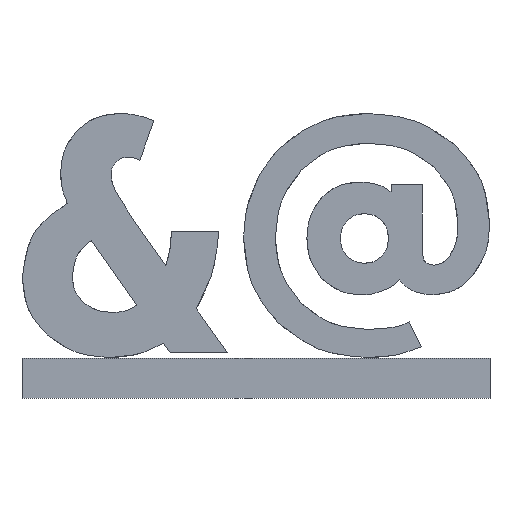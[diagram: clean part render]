
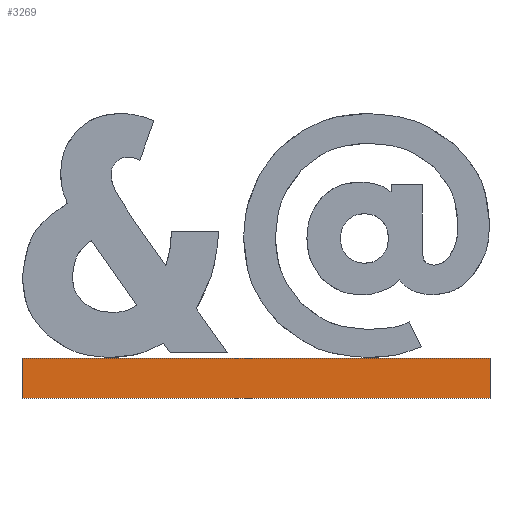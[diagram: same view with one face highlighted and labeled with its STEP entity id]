
A CAD part, front view. The second image highlights one B-rep face of the part: STEP entity #3269.
In plain terms, the highlighted free-form (B-spline) face has degree [1, 1] with [2, 2] control points.
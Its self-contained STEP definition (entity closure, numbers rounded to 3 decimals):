
#3159 = VERTEX_POINT('',#3160);
#3160 = CARTESIAN_POINT('',(-436.557,-105.189,
    45.878));
#3165 = EDGE_CURVE('',#3166,#3159,#3168,.T.);
#3166 = VERTEX_POINT('',#3167);
#3167 = CARTESIAN_POINT('',(173.538,-105.189,
    45.878));
#3168 = B_SPLINE_CURVE_WITH_KNOTS('',1,(#3169,#3170),.UNSPECIFIED.,.F.,
  .F.,(2,2),(-580.,0.),.PIECEWISE_BEZIER_KNOTS.);
#3169 = CARTESIAN_POINT('',(173.538,-105.189,
    45.878));
#3170 = CARTESIAN_POINT('',(-436.557,-105.189,
    45.878));
#3193 = EDGE_CURVE('',#3194,#3166,#3196,.T.);
#3194 = VERTEX_POINT('',#3195);
#3195 = CARTESIAN_POINT('',(173.538,-105.189,
    -6.716));
#3196 = B_SPLINE_CURVE_WITH_KNOTS('',1,(#3197,#3198),.UNSPECIFIED.,.F.,
  .F.,(2,2),(-50.,0.),.PIECEWISE_BEZIER_KNOTS.);
#3197 = CARTESIAN_POINT('',(173.538,-105.189,
    -6.716));
#3198 = CARTESIAN_POINT('',(173.538,-105.189,
    45.878));
#3221 = EDGE_CURVE('',#3222,#3194,#3224,.T.);
#3222 = VERTEX_POINT('',#3223);
#3223 = CARTESIAN_POINT('',(-436.557,-105.189,
    -6.716));
#3224 = B_SPLINE_CURVE_WITH_KNOTS('',1,(#3225,#3226),.UNSPECIFIED.,.F.,
  .F.,(2,2),(-580.,0.),.PIECEWISE_BEZIER_KNOTS.);
#3225 = CARTESIAN_POINT('',(-436.557,-105.189,
    -6.716));
#3226 = CARTESIAN_POINT('',(173.538,-105.189,
    -6.716));
#3247 = EDGE_CURVE('',#3159,#3222,#3248,.T.);
#3248 = B_SPLINE_CURVE_WITH_KNOTS('',1,(#3249,#3250),.UNSPECIFIED.,.F.,
  .F.,(2,2),(-50.,0.),.PIECEWISE_BEZIER_KNOTS.);
#3249 = CARTESIAN_POINT('',(-436.557,-105.189,
    45.878));
#3250 = CARTESIAN_POINT('',(-436.557,-105.189,
    -6.716));
#3269 = ADVANCED_FACE('',(#3270),#3276,.T.);
#3270 = FACE_BOUND('',#3271,.T.);
#3271 = EDGE_LOOP('',(#3272,#3273,#3274,#3275));
#3272 = ORIENTED_EDGE('',*,*,#3247,.T.);
#3273 = ORIENTED_EDGE('',*,*,#3221,.T.);
#3274 = ORIENTED_EDGE('',*,*,#3193,.T.);
#3275 = ORIENTED_EDGE('',*,*,#3165,.T.);
#3276 = B_SPLINE_SURFACE_WITH_KNOTS('',1,1,(
    (#3277,#3278)
    ,(#3279,#3280
    )),.UNSPECIFIED.,.F.,.F.,.F.,(2,2),(2,2),(-25.,25.),(-290.,290.),
  .PIECEWISE_BEZIER_KNOTS.);
#3277 = CARTESIAN_POINT('',(-436.557,-105.189,
    45.878));
#3278 = CARTESIAN_POINT('',(173.538,-105.189,
    45.878));
#3279 = CARTESIAN_POINT('',(-436.557,-105.189,
    -6.716));
#3280 = CARTESIAN_POINT('',(173.538,-105.189,
    -6.716));
